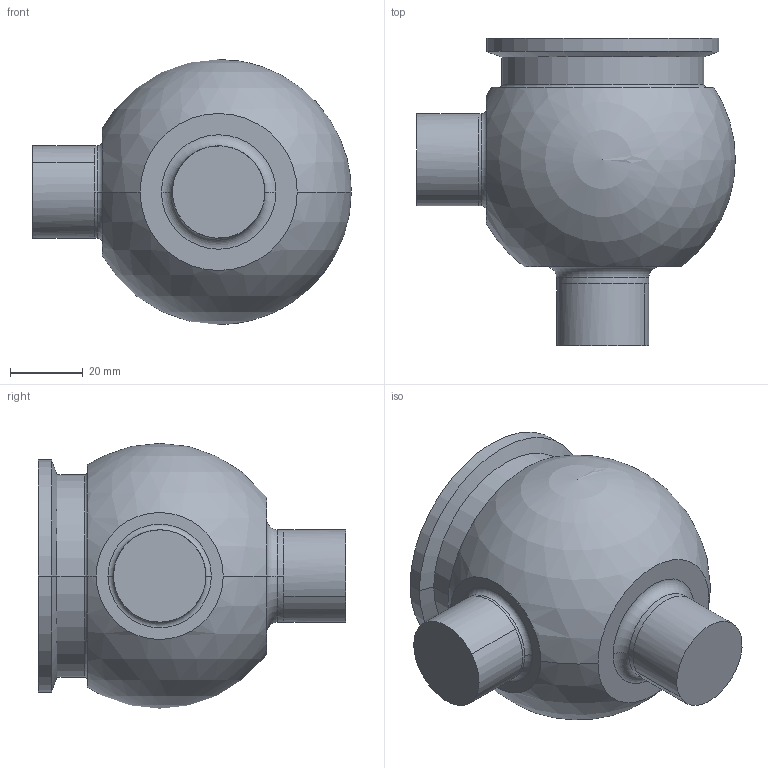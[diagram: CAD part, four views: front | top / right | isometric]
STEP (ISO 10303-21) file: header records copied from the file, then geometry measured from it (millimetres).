
FILE_DESCRIPTION (( 'STEP AP203' ), '1' );
FILE_NAME ('102400.STEP', '2017-10-11T18:14:22', ( '' ), ( '' ), 'SwSTEP 2.0', 'SolidWorks 2014', '' );
FILE_SCHEMA (( 'CONFIG_CONTROL_DESIGN' ));
Length unit declared in the file: inch
Products named in the file (1): 102400
Bounding box: 87.68 x 84.58 x 73 mm (x, y, z)
Volume: 226440.3 mm3; surface area: 22524.4 mm2
Topology: 1 solids, 1 shells, 30 faces, 68 edges, 41 vertices
Faces by surface type: cylinder 14, torus 6, plane 6, cone 2, sphere 2
Entity records: 897 total; most frequent: DIRECTION 172, CARTESIAN_POINT 132, ORIENTED_EDGE 126, AXIS2_PLACEMENT_3D 78, EDGE_CURVE 63, CIRCLE 47, VERTEX_POINT 38, EDGE_LOOP 33
